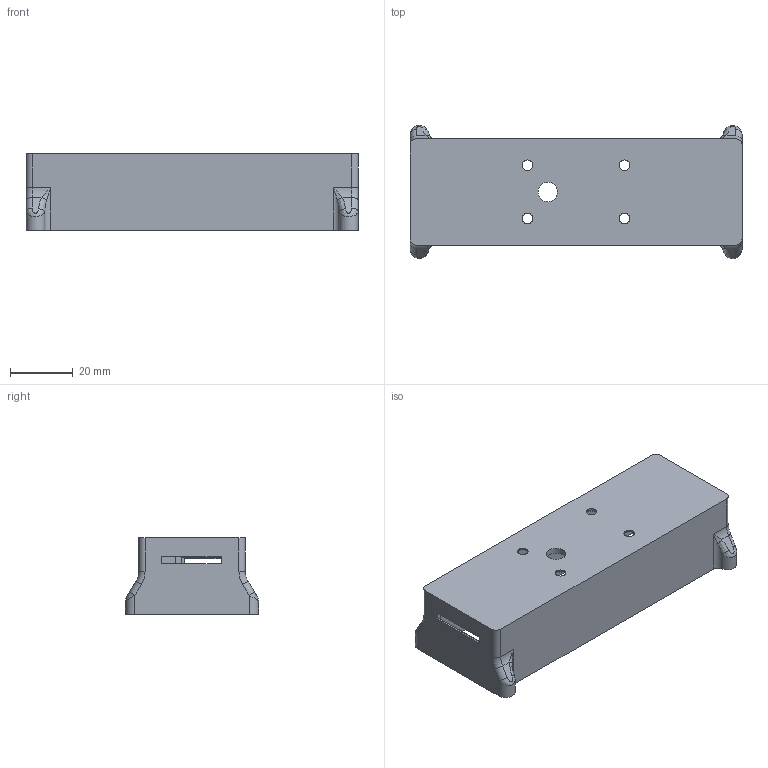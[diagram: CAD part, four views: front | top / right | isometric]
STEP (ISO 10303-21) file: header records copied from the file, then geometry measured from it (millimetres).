
FILE_DESCRIPTION(/* description */ (''),/* implementation_level */ '2;1');
FILE_NAME(/* name */ 'FastTrackTidalVolumeMeter Housing-v1.stp',/* time_stamp */ '2020-04-03T13:17:28-07:00',/* author */ (''),/* organization */ (''),/* preprocessor_version */ 'ST-DEVELOPER v18.1',/* originating_system */ 'Autodesk Inventor 2021',/* authorisation */ '');
FILE_SCHEMA (('AUTOMOTIVE_DESIGN { 1 0 10303 214 3 1 1 }'));
Length unit declared in the file: millimetre
Products named in the file (1): FastTrackTidalVolumeMeter Housing
Bounding box: 106 x 42.5 x 24.5 mm (x, y, z)
Volume: 18135.3 mm3; surface area: 19946.7 mm2
Topology: 1 solids, 1 shells, 225 faces, 619 edges, 405 vertices
Faces by surface type: plane 108, bspline 80, cylinder 29, torus 4, cone 4
Full cylindrical faces by diameter (mm): 2.5 x4, 3.4 x4, 6.2 x1
Entity records: 8233 total; most frequent: CARTESIAN_POINT 2886, ORIENTED_EDGE 1230, DIRECTION 856, EDGE_CURVE 615, VERTEX_POINT 405, LINE 378, VECTOR 378, EDGE_LOOP 252
